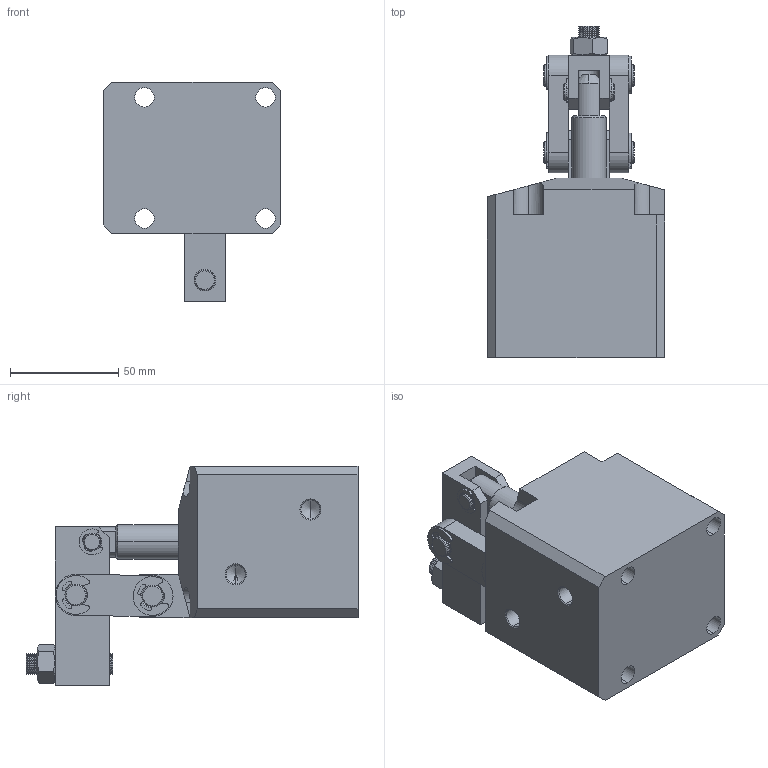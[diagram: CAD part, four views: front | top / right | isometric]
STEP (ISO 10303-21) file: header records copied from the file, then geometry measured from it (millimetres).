
FILE_DESCRIPTION (( 'STEP AP214' ), '1' );
FILE_NAME ('CBLU-45L杠杆式油压缸三维图.STEP', '2019-05-06T08:55:48', ( '' ), ( '' ), 'SwSTEP 2.0', 'SolidWorks 2016', '' );
FILE_SCHEMA (( 'AUTOMOTIVE_DESIGN' ));
Length unit declared in the file: millimetre
Products named in the file (11): CBLU-45L杠杆式油压缸三维图; 蹟邡M10_1; 蹟譫; 湮諶; 苤粟; 酗种粣_1; 傻种粣_1; 45揤啣_1; 蟀裝_1; 錨璃3_4; 45L掛极_1
Assembly tree (16 placements, depth 2):
  CBLU-45L杠杆式油压缸三维图
    45L掛极_1
    錨璃3_4
    蟀裝_1  x2
    45揤啣_1
    傻种粣_1
    酗种粣_1  x2
    苤粟  x2
    湮諶  x4
    蹟譫
    蹟邡M10_1
Bounding box: 82 x 153.5 x 101.5 mm (x, y, z)
Volume: 452046.9 mm3; surface area: 87594 mm2
Topology: 19 solids, 19 shells, 635 faces, 1486 edges, 902 vertices
Faces by surface type: cylinder 259, cone 234, plane 142
Entity records: 14860 total; most frequent: DIRECTION 2726, CARTESIAN_POINT 2571, ORIENTED_EDGE 2310, EDGE_CURVE 1155, AXIS2_PLACEMENT_3D 1081, VERTEX_POINT 688, LINE 564, VECTOR 564
